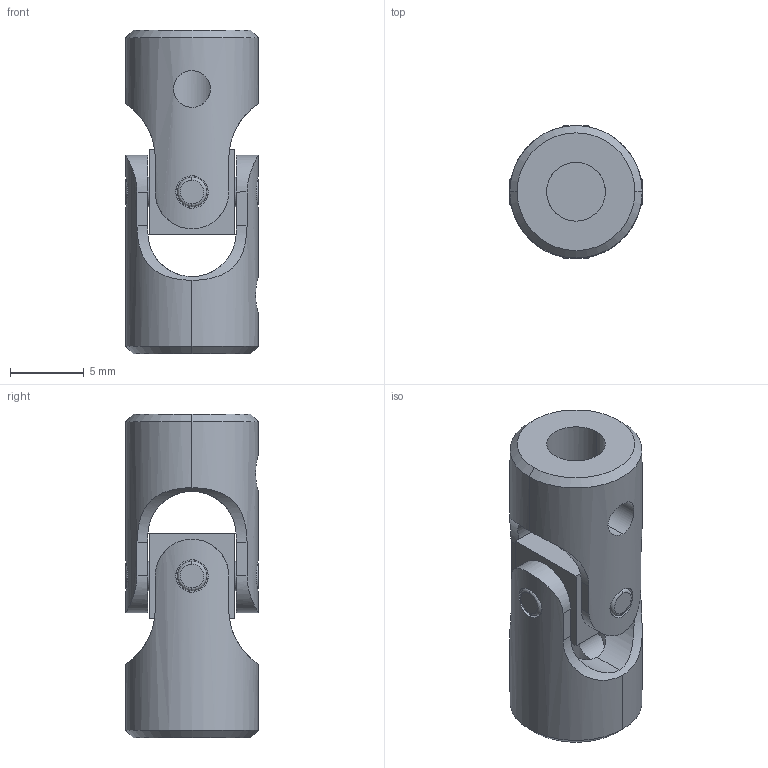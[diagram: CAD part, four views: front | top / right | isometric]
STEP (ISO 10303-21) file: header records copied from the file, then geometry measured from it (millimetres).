
FILE_DESCRIPTION (( 'STEP AP214' ), '1' );
FILE_NAME ('Universal joint-4x4mm勀砃誹.step', '2016-10-28T04:17:02', ( 'dell' ), ( '' ), 'SwSTEP 2.0', 'SolidWorks 2013', '' );
FILE_SCHEMA (( 'AUTOMOTIVE_DESIGN' ));
Length unit declared in the file: millimetre
Products named in the file (1): Universal joint-4x4mm勀砃誹
Bounding box: 9 x 9 x 22 mm (x, y, z)
Volume: 948.1 mm3; surface area: 1246.4 mm2
Topology: 3 solids, 3 shells, 76 faces, 188 edges, 120 vertices
Faces by surface type: cylinder 40, plane 24, bspline 8, cone 4
Entity records: 3960 total; most frequent: CARTESIAN_POINT 1321, ORIENTED_EDGE 376, DIRECTION 334, EDGE_CURVE 188, AXIS2_PLACEMENT_3D 125, VERTEX_POINT 120, EDGE_LOOP 94, LINE 84
